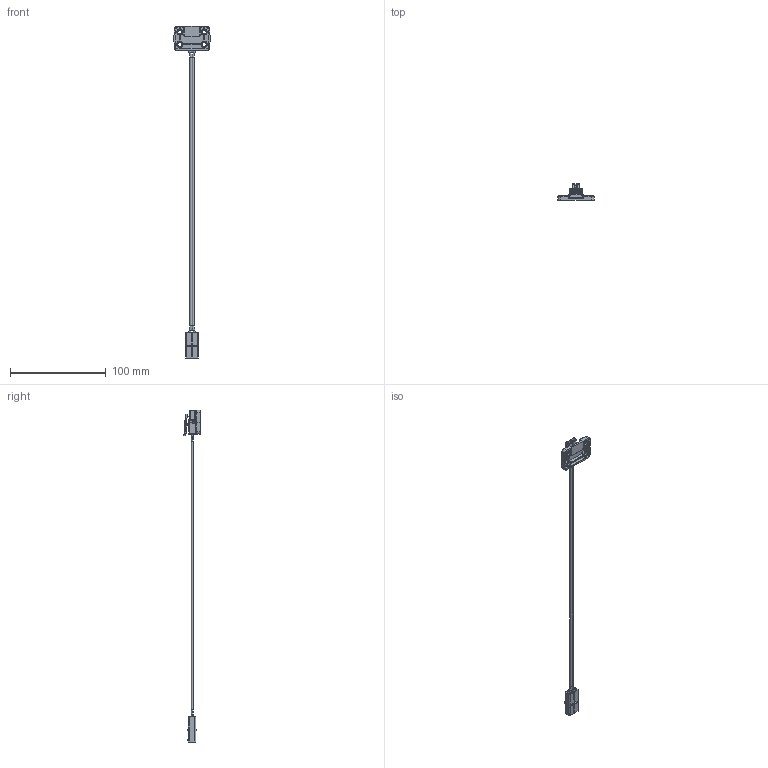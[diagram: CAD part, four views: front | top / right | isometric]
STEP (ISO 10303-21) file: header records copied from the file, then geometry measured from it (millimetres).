
FILE_DESCRIPTION (( 'STEP AP203' ), '1' );
FILE_NAME ('276-3442-000 Rev2.STEP', '2014-04-11T20:41:24', ( '' ), ( '' ), 'SwSTEP 2.0', 'SolidWorks 2013', '' );
FILE_SCHEMA (( 'CONFIG_CONTROL_DESIGN' ));
Length unit declared in the file: millimetre
Products named in the file (6): 276-3442-001 Rev5; 276-3442-002-REV2_Crimped; 276-3442-003 Rev1; 276-3442-005 Rev1; 276-3442-004 Rev1_Crimped; 276-3442-000 Rev2
Assembly tree (7 placements, depth 2):
  276-3442-000 Rev2
    276-3442-001 Rev5
    276-3442-002-REV2_Crimped  x2
    276-3442-003 Rev1
    276-3442-005 Rev1
    276-3442-004 Rev1_Crimped  x2
Bounding box: 37.7 x 17.44 x 346.23 mm (x, y, z)
Volume: 7605.4 mm3; surface area: 12563.8 mm2
Topology: 7 solids, 7 shells, 1089 faces, 2757 edges, 1694 vertices
Faces by surface type: plane 396, cylinder 350, bspline 150, cone 95, torus 82, sphere 16
Entity records: 29131 total; most frequent: CARTESIAN_POINT 8789, ORIENTED_EDGE 4352, DIRECTION 3964, EDGE_CURVE 2176, AXIS2_PLACEMENT_3D 1516, VERTEX_POINT 1331, LINE 932, VECTOR 932
